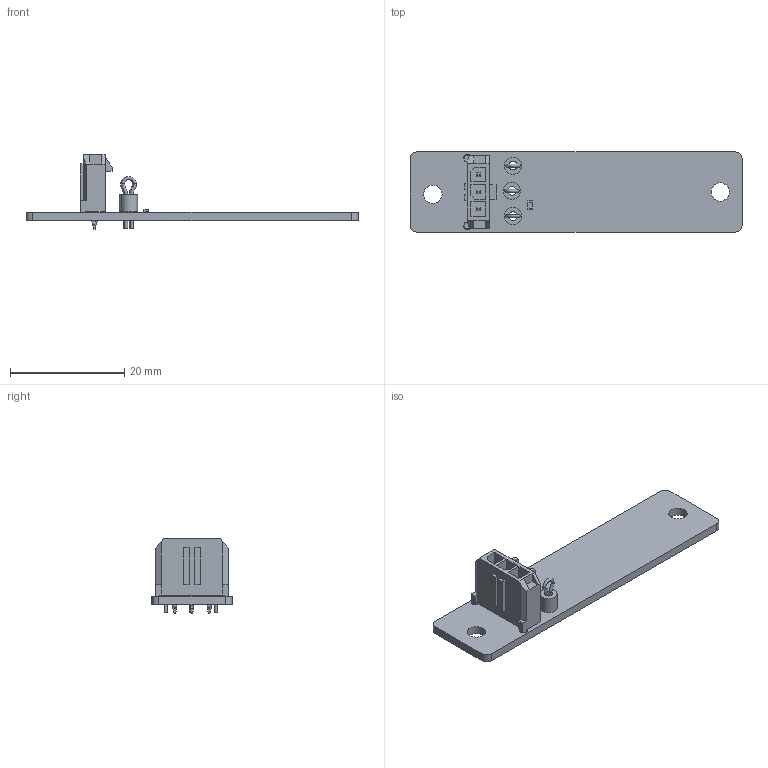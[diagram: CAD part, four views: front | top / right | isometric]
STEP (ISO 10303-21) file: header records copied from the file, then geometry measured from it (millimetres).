
FILE_DESCRIPTION(('KiCad electronic assembly'),'2;1');
FILE_NAME('LeakDetectionSensorV1.step','2025-04-18T22:49:15',('Pcbnew'), ('Kicad'),'Open CASCADE STEP processor 7.8','KiCad to STEP converter', 'Unknown');
FILE_SCHEMA(('AUTOMOTIVE_DESIGN { 1 0 10303 214 1 1 1 1 }'));
Length unit declared in the file: millimetre
Products named in the file (5): LeakDetectionSensorV1 1; TestPoint_Loop_D2.54mm_Drill1.5mm_Beaded; 436500315; R_0603_1608Metric; LeakDetectionSensorV1_PCB
Assembly tree (6 placements, depth 2):
  LeakDetectionSensorV1 1
    TestPoint_Loop_D2.54mm_Drill1.5mm_Beaded  x3
    436500315
    R_0603_1608Metric
    LeakDetectionSensorV1_PCB
Bounding box: 58 x 14 x 13.08 mm (x, y, z)
Volume: 1608 mm3; surface area: 2815.8 mm2
Topology: 9 solids, 9 shells, 225 faces, 523 edges, 328 vertices
Faces by surface type: plane 164, cylinder 52, bspline 6, torus 3
Full cylindrical faces by diameter (mm): 0.5 x6, 1.02 x3, 1.27 x2, 1.5 x6, 3 x3, 3.2 x2
Entity records: 6640 total; most frequent: CARTESIAN_POINT 1447, DIRECTION 990, ORIENTED_EDGE 978, EDGE_CURVE 489, LINE 396, VECTOR 396, VERTEX_POINT 308, AXIS2_PLACEMENT_3D 297
